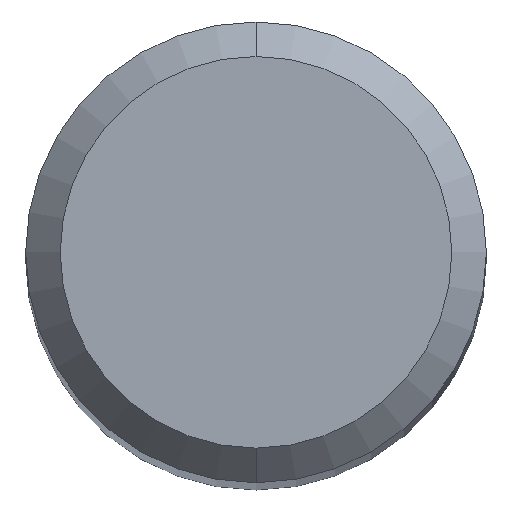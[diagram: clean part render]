
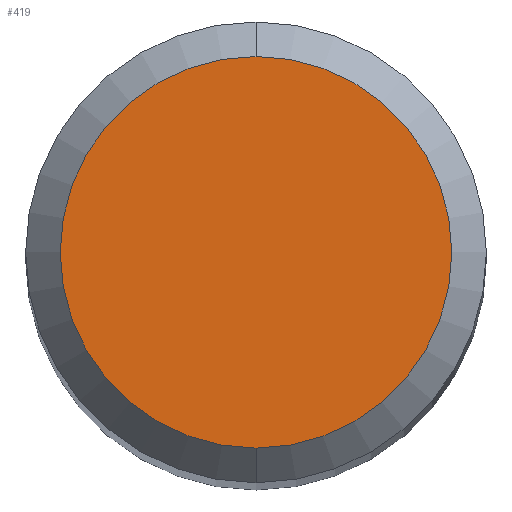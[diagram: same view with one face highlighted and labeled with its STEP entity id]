
A CAD part, top view. The second image highlights one B-rep face of the part: STEP entity #419.
In plain terms, the highlighted planar face has unit normal (0, 0, 1).
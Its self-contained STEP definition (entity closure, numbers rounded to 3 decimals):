
#419=ADVANCED_FACE('',(#1094),#1095,.T.);
#447=EDGE_CURVE('',#859,#559,#1126,.T.);
#559=VERTEX_POINT('',#1244);
#859=VERTEX_POINT('',#1571);
#935=EDGE_CURVE('',#559,#859,#1656,.T.);
#1094=FACE_OUTER_BOUND('',#1908,.T.);
#1095=PLANE('',#1909);
#1126=CIRCLE('',#2120,1.7);
#1244=CARTESIAN_POINT('',(0.,-1.7,0.0));
#1571=CARTESIAN_POINT('',(0.0,1.7,0.0));
#1656=CIRCLE('',#3784,1.7);
#1908=EDGE_LOOP('',(#4144,#4145));
#1909=AXIS2_PLACEMENT_3D('',#4146,#4147,#4148);
#2120=AXIS2_PLACEMENT_3D('',#4182,#4183,#4184);
#3784=AXIS2_PLACEMENT_3D('',#4735,#4736,#4737);
#4144=ORIENTED_EDGE('',*,*,#447,.F.);
#4145=ORIENTED_EDGE('',*,*,#935,.F.);
#4146=CARTESIAN_POINT('',(0.0,0.85,0.0));
#4147=DIRECTION('',(-0.0,0.0,1.0));
#4148=DIRECTION('',(0.0,-1.0,0.0));
#4182=CARTESIAN_POINT('',(0.0,0.0,0.0));
#4183=DIRECTION('',(0.0,0.0,-1.0));
#4184=DIRECTION('',(0.0,1.0,0.0));
#4735=CARTESIAN_POINT('',(0.0,0.0,0.0));
#4736=DIRECTION('',(0.0,0.0,-1.0));
#4737=DIRECTION('',(0.0,1.0,0.0));
